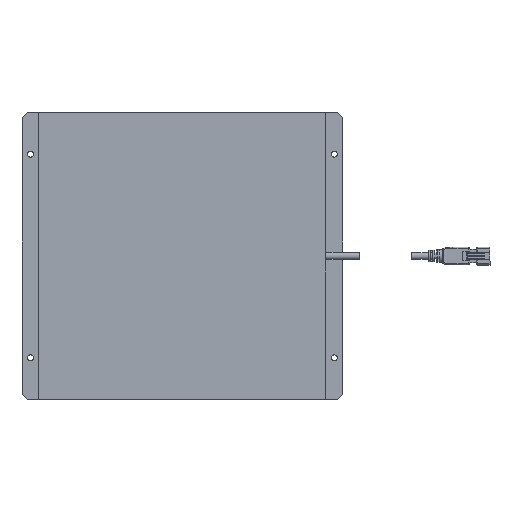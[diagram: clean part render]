
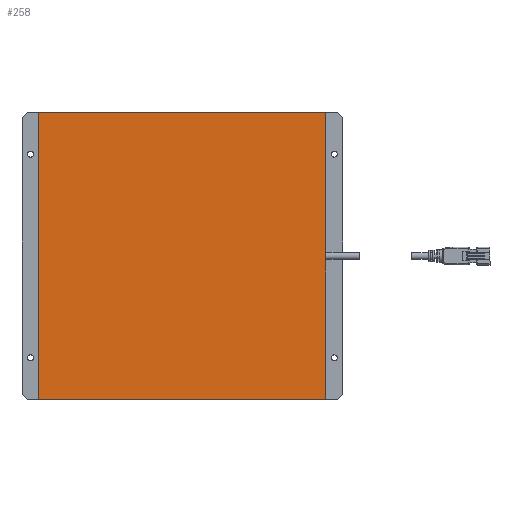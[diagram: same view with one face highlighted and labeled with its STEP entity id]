
A CAD part, top view. The second image highlights one B-rep face of the part: STEP entity #258.
In plain terms, the highlighted planar face has unit normal (0, 0, 1).
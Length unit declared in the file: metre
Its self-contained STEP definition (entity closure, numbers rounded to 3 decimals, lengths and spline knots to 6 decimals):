
#258=ADVANCED_FACE('0:4883',(#652),#653,.T.);
#652=FACE_OUTER_BOUND('',#1215,.T.);
#653=PLANE('',#1216);
#1215=EDGE_LOOP('',(#2160,#2161,#2162,#2163));
#1216=AXIS2_PLACEMENT_3D('',#2164,#2165,#2166);
#2160=ORIENTED_EDGE('',*,*,#3698,.F.);
#2161=ORIENTED_EDGE('',*,*,#3709,.F.);
#2162=ORIENTED_EDGE('',*,*,#3703,.F.);
#2163=ORIENTED_EDGE('',*,*,#3710,.F.);
#2164=CARTESIAN_POINT('',(0.0,0.0,0.03));
#2165=DIRECTION('',(0.0,0.0,1.0));
#2166=DIRECTION('',(1.0,0.0,0.0));
#3698=EDGE_CURVE('0:4943',#4314,#4316,#4317,.T.);
#3703=EDGE_CURVE('0:4940',#4323,#4325,#4326,.T.);
#3709=EDGE_CURVE('0:5015',#4325,#4314,#4333,.T.);
#3710=EDGE_CURVE('0:5003',#4316,#4323,#4334,.T.);
#4314=VERTEX_POINT('',#5214);
#4316=VERTEX_POINT('',#5217);
#4317=LINE('',#5218,#5219);
#4323=VERTEX_POINT('',#5227);
#4325=VERTEX_POINT('',#5230);
#4326=LINE('',#5231,#5232);
#4333=LINE('',#5240,#5241);
#4334=LINE('',#5242,#5243);
#5214=CARTESIAN_POINT('',(0.0845,0.0845,0.03));
#5217=CARTESIAN_POINT('',(0.0845,-0.0845,0.03));
#5218=CARTESIAN_POINT('',(0.0845,0.0,0.03));
#5219=VECTOR('',#6564,1.0);
#5227=CARTESIAN_POINT('',(-0.0845,-0.0845,0.03));
#5230=CARTESIAN_POINT('',(-0.0845,0.0845,0.03));
#5231=CARTESIAN_POINT('',(-0.0845,0.0,0.03));
#5232=VECTOR('',#6568,1.0);
#5240=CARTESIAN_POINT('',(-0.0945,0.0845,0.03));
#5241=VECTOR('',#6573,1.0);
#5242=CARTESIAN_POINT('',(0.0945,-0.0845,0.03));
#5243=VECTOR('',#6574,1.0);
#6564=DIRECTION('',(0.0,-1.0,0.0));
#6568=DIRECTION('',(0.0,1.0,0.0));
#6573=DIRECTION('',(1.0,0.0,0.0));
#6574=DIRECTION('',(-1.0,0.0,0.0));
